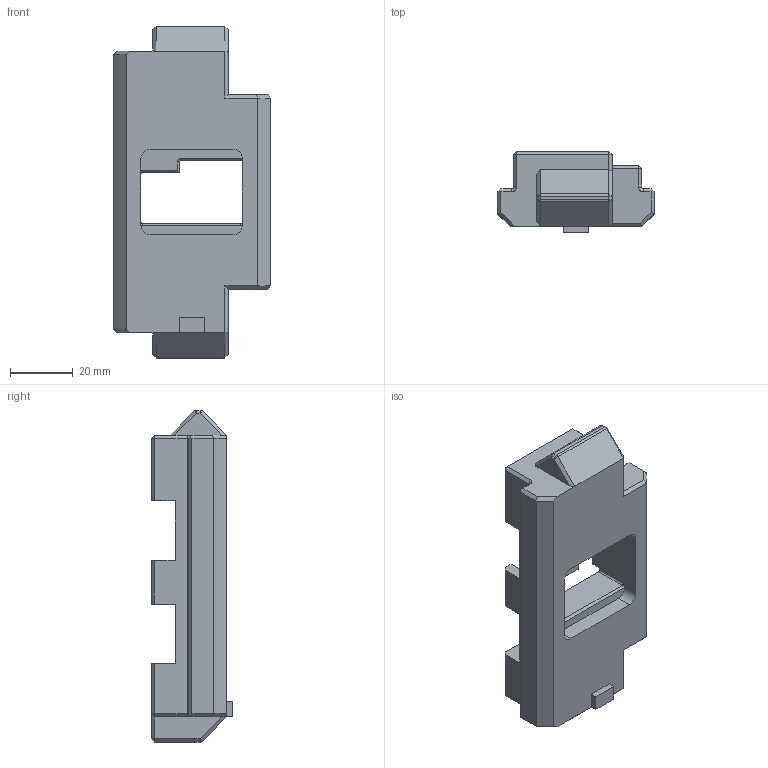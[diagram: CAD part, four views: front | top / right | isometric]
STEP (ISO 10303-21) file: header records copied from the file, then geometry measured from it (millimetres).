
FILE_DESCRIPTION (( 'STEP AP214' ), '1' );
FILE_NAME ('bau0018373974.step', '2023-07-11T11:44:23', ( '' ), ( '' ), 'SwSTEP 2.0', 'SolidWorks 2022', '' );
FILE_SCHEMA (( 'AUTOMOTIVE_DESIGN' ));
Length unit declared in the file: millimetre
Products named in the file (1): bau0018373974
Bounding box: 49.96 x 25.96 x 106 mm (x, y, z)
Volume: 66133.4 mm3; surface area: 15438.3 mm2
Topology: 1 solids, 1 shells, 149 faces, 375 edges, 221 vertices
Faces by surface type: plane 117, cylinder 17, cone 15
Entity records: 4337 total; most frequent: CARTESIAN_POINT 783, ORIENTED_EDGE 738, DIRECTION 702, EDGE_CURVE 369, LINE 318, VECTOR 318, VERTEX_POINT 221, AXIS2_PLACEMENT_3D 192
